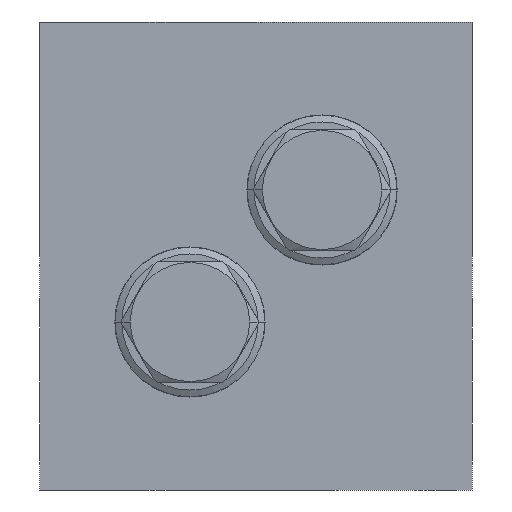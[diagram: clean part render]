
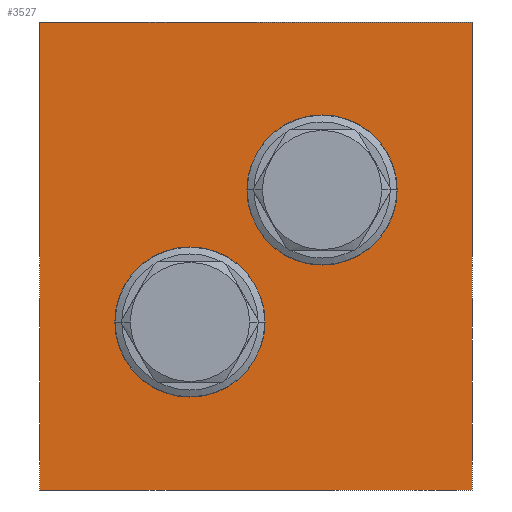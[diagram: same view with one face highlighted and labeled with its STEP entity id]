
A CAD part, left-side view. The second image highlights one B-rep face of the part: STEP entity #3527.
In plain terms, the highlighted planar face has unit normal (-1, 0, 0).
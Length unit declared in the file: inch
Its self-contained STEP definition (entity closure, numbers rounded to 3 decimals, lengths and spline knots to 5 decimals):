
#1=DIRECTION('',(0.,-1.,0.));
#2=VECTOR('',#1,4.5);
#3=CARTESIAN_POINT('',(0.,0.,0.));
#4=LINE('',#3,#2);
#47=DIRECTION('',(0.,0.,1.));
#48=VECTOR('',#47,4.875);
#49=CARTESIAN_POINT('',(0.,0.,0.));
#50=LINE('',#49,#48);
#51=CARTESIAN_POINT('',(0.,-2.938,3.125));
#52=DIRECTION('',(1.,0.,0.));
#53=DIRECTION('',(0.,0.,-1.));
#54=AXIS2_PLACEMENT_3D('',#51,#52,#53);
#56=CARTESIAN_POINT('',(0.,-2.938,3.125));
#57=DIRECTION('',(1.,0.,0.));
#58=DIRECTION('',(0.,0.,1.));
#59=AXIS2_PLACEMENT_3D('',#56,#57,#58);
#61=CARTESIAN_POINT('',(0.,-1.562,1.75));
#62=DIRECTION('',(1.,0.,0.));
#63=DIRECTION('',(0.,0.,-1.));
#64=AXIS2_PLACEMENT_3D('',#61,#62,#63);
#66=CARTESIAN_POINT('',(0.,-1.562,1.75));
#67=DIRECTION('',(1.,0.,0.));
#68=DIRECTION('',(0.,0.,1.));
#69=AXIS2_PLACEMENT_3D('',#66,#67,#68);
#119=DIRECTION('',(0.,0.,1.));
#120=VECTOR('',#119,4.875);
#121=CARTESIAN_POINT('',(0.,-4.5,0.));
#122=LINE('',#121,#120);
#143=DIRECTION('',(0.,-1.,0.));
#144=VECTOR('',#143,4.5);
#145=CARTESIAN_POINT('',(0.,0.,4.875));
#146=LINE('',#145,#144);
#3023=CARTESIAN_POINT('',(0.,0.,0.));
#3024=CARTESIAN_POINT('',(0.,-4.5,0.));
#3025=VERTEX_POINT('',#3023);
#3026=VERTEX_POINT('',#3024);
#3031=CARTESIAN_POINT('',(0.,0.,4.875));
#3032=CARTESIAN_POINT('',(0.,-4.5,4.875));
#3033=VERTEX_POINT('',#3031);
#3034=VERTEX_POINT('',#3032);
#3240=CARTESIAN_POINT('',(0.,-2.938,2.343));
#3241=CARTESIAN_POINT('',(0.,-2.938,3.907));
#3242=VERTEX_POINT('',#3240);
#3243=VERTEX_POINT('',#3241);
#3294=CARTESIAN_POINT('',(0.,-1.562,0.968));
#3295=CARTESIAN_POINT('',(0.,-1.562,2.532));
#3296=VERTEX_POINT('',#3294);
#3297=VERTEX_POINT('',#3295);
#3501=CARTESIAN_POINT('',(0.,0.,0.));
#3502=DIRECTION('',(-1.,0.,0.));
#3503=DIRECTION('',(0.,-1.,0.));
#3504=AXIS2_PLACEMENT_3D('',#3501,#3502,#3503);
#3505=PLANE('',#3504);
#3506=ORIENTED_EDGE('',*,*,#3472,.F.);
#3508=ORIENTED_EDGE('',*,*,#3507,.T.);
#3510=ORIENTED_EDGE('',*,*,#3509,.T.);
#3512=ORIENTED_EDGE('',*,*,#3511,.F.);
#3513=EDGE_LOOP('',(#3506,#3508,#3510,#3512));
#3514=FACE_OUTER_BOUND('',#3513,.F.);
#3516=ORIENTED_EDGE('',*,*,#3515,.F.);
#3518=ORIENTED_EDGE('',*,*,#3517,.F.);
#3519=EDGE_LOOP('',(#3516,#3518));
#3520=FACE_BOUND('',#3519,.F.);
#3522=ORIENTED_EDGE('',*,*,#3521,.F.);
#3524=ORIENTED_EDGE('',*,*,#3523,.F.);
#3525=EDGE_LOOP('',(#3522,#3524));
#3526=FACE_BOUND('',#3525,.F.);
#3527=ADVANCED_FACE('',(#3514,#3520,#3526),#3505,.T.);
#55=CIRCLE('',#54,0.782);
#60=CIRCLE('',#59,0.782);
#65=CIRCLE('',#64,0.782);
#70=CIRCLE('',#69,0.782);
#3472=EDGE_CURVE('',#3025,#3026,#4,.T.);
#3507=EDGE_CURVE('',#3025,#3033,#50,.T.);
#3509=EDGE_CURVE('',#3033,#3034,#146,.T.);
#3511=EDGE_CURVE('',#3026,#3034,#122,.T.);
#3515=EDGE_CURVE('',#3242,#3243,#55,.T.);
#3517=EDGE_CURVE('',#3243,#3242,#60,.T.);
#3521=EDGE_CURVE('',#3296,#3297,#65,.T.);
#3523=EDGE_CURVE('',#3297,#3296,#70,.T.);
